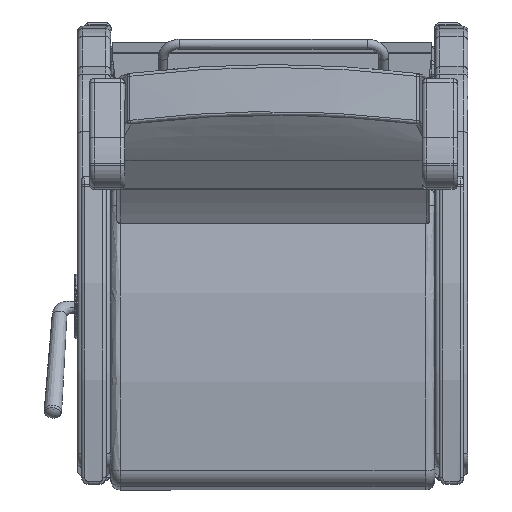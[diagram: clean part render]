
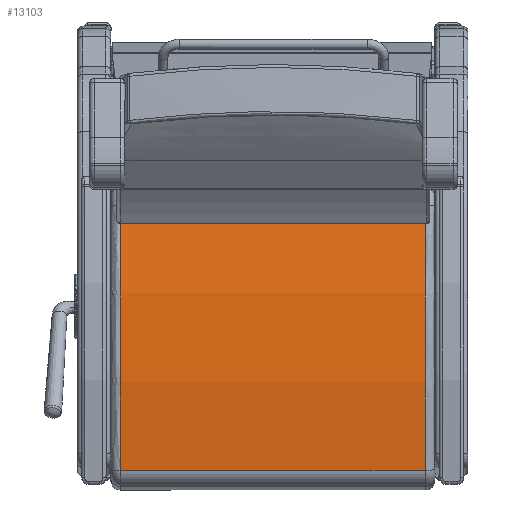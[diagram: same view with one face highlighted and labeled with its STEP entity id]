
A CAD part, front view. The second image highlights one B-rep face of the part: STEP entity #13103.
In plain terms, the highlighted free-form (B-spline) face has degree [1, 2] with [2, 3] control points.
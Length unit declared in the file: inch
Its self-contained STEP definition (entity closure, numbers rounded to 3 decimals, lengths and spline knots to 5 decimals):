
#568=(
BOUNDED_SURFACE()
B_SPLINE_SURFACE(1,2,((#29230,#29231,#29232),(#29233,#29234,#29235)),
 .UNSPECIFIED.,.F.,.F.,.F.)
B_SPLINE_SURFACE_WITH_KNOTS((2,2),(3,3),(-0.19254,0.19254),
(1.36178,1.69928),.UNSPECIFIED.)
GEOMETRIC_REPRESENTATION_ITEM()
RATIONAL_B_SPLINE_SURFACE(((1.,0.986,1.),(1.,0.986,
1.)))
REPRESENTATION_ITEM('')
SURFACE()
);
#1085=ELLIPSE('',#14558,60.05357,60.);
#1095=ELLIPSE('',#14586,60.05357,60.);
#1537=FACE_OUTER_BOUND('',#2433,.T.);
#2433=EDGE_LOOP('',(#9858,#9859,#9860,#9861));
#3302=LINE('',#29228,#4078);
#3303=LINE('',#29237,#4079);
#4078=VECTOR('',#17194,0.3937);
#4079=VECTOR('',#17197,0.3937);
#5909=VERTEX_POINT('',#29020);
#5910=VERTEX_POINT('',#29021);
#5935=VERTEX_POINT('',#29227);
#5936=VERTEX_POINT('',#29236);
#7326=EDGE_CURVE('',#5909,#5910,#1085,.T.);
#7364=EDGE_CURVE('',#5910,#5935,#3302,.T.);
#7366=EDGE_CURVE('',#5909,#5936,#3303,.T.);
#7367=EDGE_CURVE('',#5935,#5936,#1095,.T.);
#9858=ORIENTED_EDGE('',*,*,#7326,.F.);
#9859=ORIENTED_EDGE('',*,*,#7366,.T.);
#9860=ORIENTED_EDGE('',*,*,#7367,.F.);
#9861=ORIENTED_EDGE('',*,*,#7364,.F.);
#13103=ADVANCED_FACE('',(#1537),#568,.F.);
#14558=AXIS2_PLACEMENT_3D('',#29022,#17126,#17127);
#14586=AXIS2_PLACEMENT_3D('',#29238,#17198,#17199);
#17126=DIRECTION('center_axis',(0.,0.,-1.));
#17127=DIRECTION('ref_axis',(1.,0.,0.));
#17194=DIRECTION('',(0.,0.,1.));
#17197=DIRECTION('',(0.,0.,1.));
#17198=DIRECTION('center_axis',(0.,0.,1.));
#17199=DIRECTION('ref_axis',(1.,0.,0.));
#29020=CARTESIAN_POINT('',(-10.04459,1.25621,-11.5625));
#29021=CARTESIAN_POINT('',(10.1114,0.44486,-11.5625));
#29022=CARTESIAN_POINT('Origin',(-2.34979,-58.24922,-11.5625));
#29227=CARTESIAN_POINT('',(10.1114,0.44486,11.5625));
#29228=CARTESIAN_POINT('',(10.1114,0.44486,0.));
#29230=CARTESIAN_POINT('Ctrl Pts',(10.1114,0.44486,-11.5625));
#29231=CARTESIAN_POINT('Ctrl Pts',(0.10258,2.56602,-11.5625));
#29232=CARTESIAN_POINT('Ctrl Pts',(-10.04459,1.25621,-11.5625));
#29233=CARTESIAN_POINT('Ctrl Pts',(10.1114,0.44486,11.5625));
#29234=CARTESIAN_POINT('Ctrl Pts',(0.10258,2.56602,11.5625));
#29235=CARTESIAN_POINT('Ctrl Pts',(-10.04459,1.25621,11.5625));
#29236=CARTESIAN_POINT('',(-10.04459,1.25621,11.5625));
#29237=CARTESIAN_POINT('',(-10.04459,1.25621,0.));
#29238=CARTESIAN_POINT('Origin',(-2.34979,-58.24922,11.5625));
